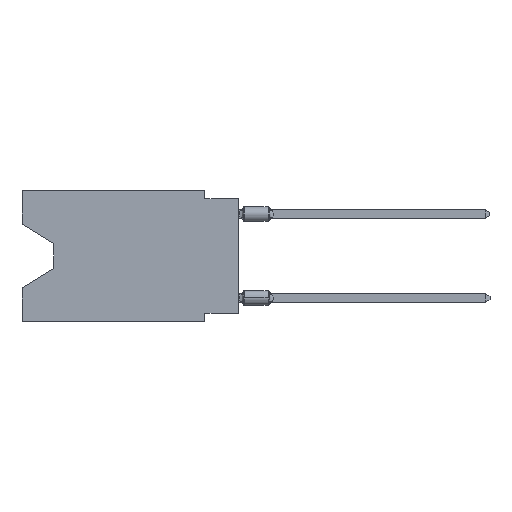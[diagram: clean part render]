
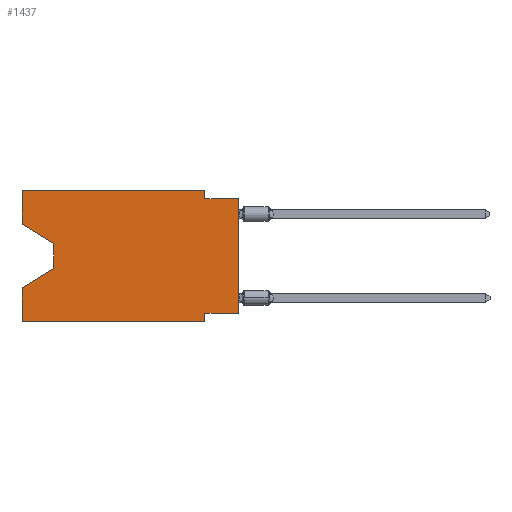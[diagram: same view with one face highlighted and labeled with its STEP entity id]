
A CAD part, left-side view. The second image highlights one B-rep face of the part: STEP entity #1437.
In plain terms, the highlighted planar face has unit normal (-1, 0, 0).
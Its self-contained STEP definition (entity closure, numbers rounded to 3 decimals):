
#128 = ORIENTED_EDGE ( 'NONE', *, *, #16025, .F. ) ;
#157 = LINE ( 'NONE', #24293, #17895 ) ;
#842 = PLANE ( 'NONE',  #27385 ) ;
#1021 = VERTEX_POINT ( 'NONE', #13768 ) ;
#1074 = VERTEX_POINT ( 'NONE', #22983 ) ;
#1233 = VECTOR ( 'NONE', #20017, 1000. ) ;
#1437 = ADVANCED_FACE ( 'NONE', ( #20377 ), #842, .F. ) ;
#1822 = EDGE_CURVE ( 'NONE', #10565, #16848, #22374, .T. ) ;
#2435 = VERTEX_POINT ( 'NONE', #25329 ) ;
#2520 = VERTEX_POINT ( 'NONE', #25756 ) ;
#2869 = VECTOR ( 'NONE', #12183, 1000. ) ;
#2905 = EDGE_CURVE ( 'NONE', #25116, #1021, #4122, .T. ) ;
#3221 = EDGE_CURVE ( 'NONE', #4196, #2520, #24038, .T. ) ;
#3825 = EDGE_CURVE ( 'NONE', #1021, #2520, #18902, .T. ) ;
#3885 = CARTESIAN_POINT ( 'NONE',  ( 0., 0., -9.271 ) ) ;
#3934 = VECTOR ( 'NONE', #23206, 1000. ) ;
#4016 = CARTESIAN_POINT ( 'NONE',  ( 0., 16.383, -2.546 ) ) ;
#4122 = LINE ( 'NONE', #12837, #6796 ) ;
#4196 = VERTEX_POINT ( 'NONE', #5367 ) ;
#4408 = VECTOR ( 'NONE', #8266, 1000. ) ;
#4562 = CARTESIAN_POINT ( 'NONE',  ( 0., 16.383, -2.546 ) ) ;
#5064 = EDGE_CURVE ( 'NONE', #11889, #1074, #16609, .T. ) ;
#5091 = CARTESIAN_POINT ( 'NONE',  ( 0., 16.383, 0. ) ) ;
#5334 = CARTESIAN_POINT ( 'NONE',  ( 0., 13.97, -5.893 ) ) ;
#5367 = CARTESIAN_POINT ( 'NONE',  ( 0., 0., -9.271 ) ) ;
#5611 = LINE ( 'NONE', #5334, #2869 ) ;
#6229 = EDGE_CURVE ( 'NONE', #19377, #25116, #157, .T. ) ;
#6467 = CARTESIAN_POINT ( 'NONE',  ( 0., 2.54, -9.906 ) ) ;
#6660 = DIRECTION ( 'NONE',  ( 0., 0., 1. ) ) ;
#6796 = VECTOR ( 'NONE', #6859, 1000. ) ;
#6859 = DIRECTION ( 'NONE',  ( 0., 0., -1. ) ) ;
#7126 = DIRECTION ( 'NONE',  ( 0., 0., -1. ) ) ;
#7303 = DIRECTION ( 'NONE',  ( 0., 0., -1. ) ) ;
#7657 = VECTOR ( 'NONE', #7126, 1000. ) ;
#7899 = ORIENTED_EDGE ( 'NONE', *, *, #17998, .T. ) ;
#8266 = DIRECTION ( 'NONE',  ( 0., -0.855, -0.519 ) ) ;
#8617 = LINE ( 'NONE', #6467, #23251 ) ;
#8803 = CARTESIAN_POINT ( 'NONE',  ( 0., 0., 0. ) ) ;
#8932 = CARTESIAN_POINT ( 'NONE',  ( 0., 16.383, 0. ) ) ;
#9635 = CARTESIAN_POINT ( 'NONE',  ( 0., 13.97, -5.893 ) ) ;
#9813 = ORIENTED_EDGE ( 'NONE', *, *, #21425, .F. ) ;
#10422 = ORIENTED_EDGE ( 'NONE', *, *, #3825, .F. ) ;
#10565 = VERTEX_POINT ( 'NONE', #26359 ) ;
#10731 = ORIENTED_EDGE ( 'NONE', *, *, #23169, .F. ) ;
#10863 = ORIENTED_EDGE ( 'NONE', *, *, #3221, .T. ) ;
#11308 = VECTOR ( 'NONE', #13622, 1000. ) ;
#11889 = VERTEX_POINT ( 'NONE', #22030 ) ;
#12183 = DIRECTION ( 'NONE',  ( 0., 0.855, -0.519 ) ) ;
#12441 = CARTESIAN_POINT ( 'NONE',  ( 0., 2.54, 0. ) ) ;
#12837 = CARTESIAN_POINT ( 'NONE',  ( 0., 2.54, 0. ) ) ;
#13040 = DIRECTION ( 'NONE',  ( 0., 0., -1. ) ) ;
#13539 = ORIENTED_EDGE ( 'NONE', *, *, #23520, .F. ) ;
#13622 = DIRECTION ( 'NONE',  ( 0., 0., 1. ) ) ;
#13768 = CARTESIAN_POINT ( 'NONE',  ( 0., 2.54, -0.635 ) ) ;
#14793 = ORIENTED_EDGE ( 'NONE', *, *, #20011, .T. ) ;
#15973 = VECTOR ( 'NONE', #28027, 1000. ) ;
#16025 = EDGE_CURVE ( 'NONE', #11889, #2435, #17975, .T. ) ;
#16172 = CARTESIAN_POINT ( 'NONE',  ( 0., 0., -0.635 ) ) ;
#16609 = LINE ( 'NONE', #19043, #3934 ) ;
#16848 = VERTEX_POINT ( 'NONE', #9635 ) ;
#17361 = CARTESIAN_POINT ( 'NONE',  ( 0., 2.54, -9.271 ) ) ;
#17895 = VECTOR ( 'NONE', #20263, 1000. ) ;
#17975 = LINE ( 'NONE', #20397, #11308 ) ;
#17998 = EDGE_CURVE ( 'NONE', #18652, #10565, #24239, .T. ) ;
#18369 = ORIENTED_EDGE ( 'NONE', *, *, #2905, .F. ) ;
#18479 = DIRECTION ( 'NONE',  ( 0., -1., 0. ) ) ;
#18652 = VERTEX_POINT ( 'NONE', #4016 ) ;
#18744 = VECTOR ( 'NONE', #6660, 1000. ) ;
#18902 = LINE ( 'NONE', #16172, #20148 ) ;
#19043 = CARTESIAN_POINT ( 'NONE',  ( 0., 16.383, -9.906 ) ) ;
#19377 = VERTEX_POINT ( 'NONE', #5091 ) ;
#19387 = ORIENTED_EDGE ( 'NONE', *, *, #6229, .F. ) ;
#20011 = EDGE_CURVE ( 'NONE', #16848, #2435, #5611, .T. ) ;
#20017 = DIRECTION ( 'NONE',  ( 0., 0., 1. ) ) ;
#20148 = VECTOR ( 'NONE', #18479, 1000. ) ;
#20263 = DIRECTION ( 'NONE',  ( 0., -1., 0. ) ) ;
#20299 = LINE ( 'NONE', #8932, #1233 ) ;
#20377 = FACE_OUTER_BOUND ( 'NONE', #22410, .T. ) ;
#20397 = CARTESIAN_POINT ( 'NONE',  ( 0., 16.383, 0. ) ) ;
#20529 = VERTEX_POINT ( 'NONE', #17361 ) ;
#21425 = EDGE_CURVE ( 'NONE', #4196, #20529, #23561, .T. ) ;
#21866 = ORIENTED_EDGE ( 'NONE', *, *, #1822, .T. ) ;
#22030 = CARTESIAN_POINT ( 'NONE',  ( 0., 16.383, -9.906 ) ) ;
#22374 = LINE ( 'NONE', #26825, #7657 ) ;
#22410 = EDGE_LOOP ( 'NONE', ( #7899, #21866, #14793, #128, #26831, #13539, #9813, #10863, #10422, #18369, #19387, #10731 ) ) ;
#22950 = DIRECTION ( 'NONE',  ( 1., 0., 0. ) ) ;
#22983 = CARTESIAN_POINT ( 'NONE',  ( 0., 2.54, -9.906 ) ) ;
#23169 = EDGE_CURVE ( 'NONE', #18652, #19377, #20299, .T. ) ;
#23206 = DIRECTION ( 'NONE',  ( 0., -1., 0. ) ) ;
#23251 = VECTOR ( 'NONE', #13040, 1000. ) ;
#23520 = EDGE_CURVE ( 'NONE', #20529, #1074, #8617, .T. ) ;
#23561 = LINE ( 'NONE', #3885, #15973 ) ;
#24038 = LINE ( 'NONE', #8803, #18744 ) ;
#24239 = LINE ( 'NONE', #4562, #4408 ) ;
#24293 = CARTESIAN_POINT ( 'NONE',  ( 0., 16.383, 0. ) ) ;
#25116 = VERTEX_POINT ( 'NONE', #12441 ) ;
#25329 = CARTESIAN_POINT ( 'NONE',  ( 0., 16.383, -7.36 ) ) ;
#25756 = CARTESIAN_POINT ( 'NONE',  ( 0., 0., -0.635 ) ) ;
#26359 = CARTESIAN_POINT ( 'NONE',  ( 0., 13.97, -4.013 ) ) ;
#26825 = CARTESIAN_POINT ( 'NONE',  ( 0., 13.97, -4.013 ) ) ;
#26831 = ORIENTED_EDGE ( 'NONE', *, *, #5064, .T. ) ;
#26998 = CARTESIAN_POINT ( 'NONE',  ( 0., 16.383, 0. ) ) ;
#27385 = AXIS2_PLACEMENT_3D ( 'NONE', #26998, #22950, #7303 ) ;
#28027 = DIRECTION ( 'NONE',  ( 0., 1., 0. ) ) ;
